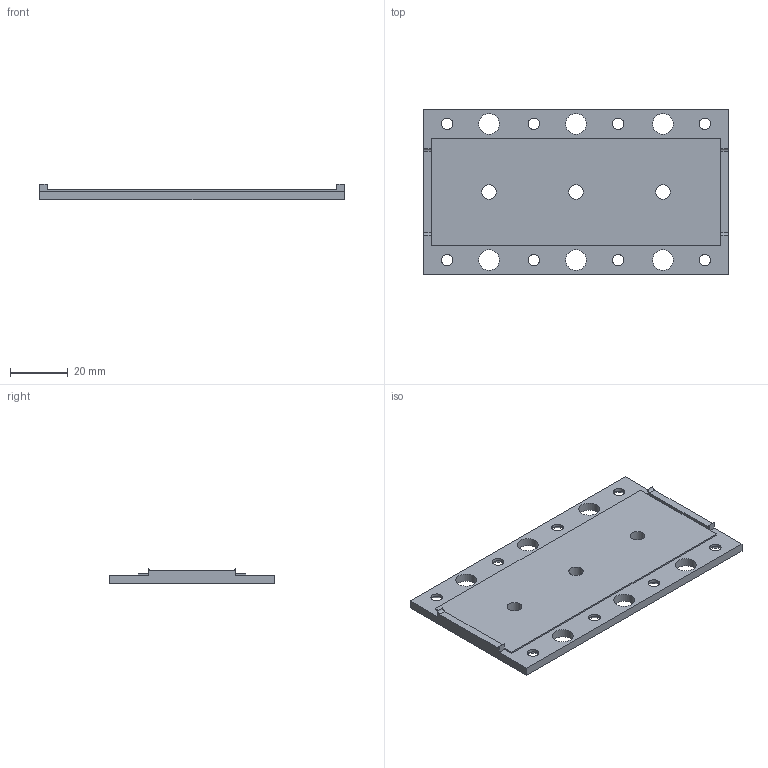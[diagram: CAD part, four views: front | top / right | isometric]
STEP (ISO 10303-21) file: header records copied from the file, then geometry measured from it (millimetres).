
FILE_DESCRIPTION(/* description */ (''),/* implementation_level */ '2;1');
FILE_NAME(/* name */ 'box_top.stp',/* time_stamp */ '2022-02-25T13:24:39+01:00',/* author */ ('geresdi'),/* organization */ (''),/* preprocessor_version */ 'ST-DEVELOPER v18.1',/* originating_system */ 'Autodesk Inventor 2022',/* authorisation */ '');
FILE_SCHEMA (('AUTOMOTIVE_DESIGN { 1 0 10303 214 3 1 1 }'));
Length unit declared in the file: millimetre
Products named in the file (1): box_top_2
Bounding box: 105 x 57 x 5.5 mm (x, y, z)
Volume: 18523.4 mm3; surface area: 13221.5 mm2
Topology: 1 solids, 1 shells, 51 faces, 143 edges, 94 vertices
Faces by surface type: plane 22, cylinder 21, cone 8
Full cylindrical faces by diameter (mm): 4 x8, 5 x3, 7.2 x6
Entity records: 1772 total; most frequent: DIRECTION 305, CARTESIAN_POINT 289, ORIENTED_EDGE 286, EDGE_CURVE 143, AXIS2_PLACEMENT_3D 110, VERTEX_POINT 94, EDGE_LOOP 85, LINE 85
